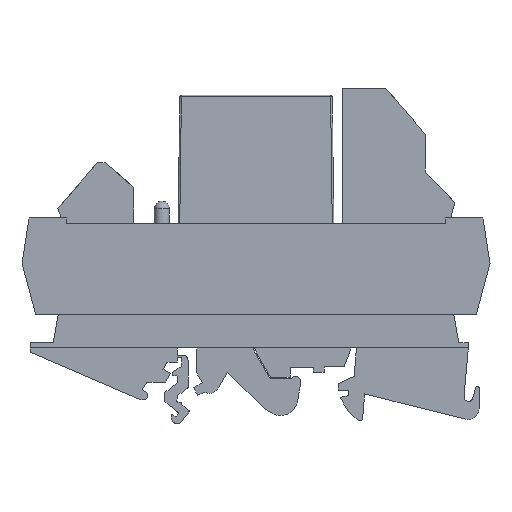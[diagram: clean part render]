
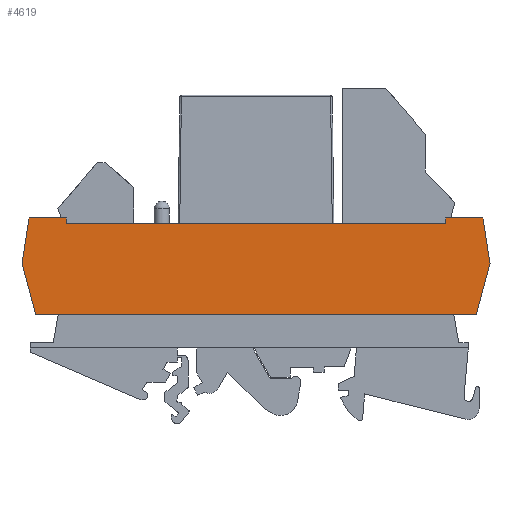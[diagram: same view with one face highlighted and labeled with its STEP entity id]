
A CAD part, left-side view. The second image highlights one B-rep face of the part: STEP entity #4619.
In plain terms, the highlighted planar face has unit normal (-1, 0, 0).
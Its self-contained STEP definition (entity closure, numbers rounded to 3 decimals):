
#72=DIRECTION('',(0.,-1.,0.));
#73=VECTOR('',#72,6.85);
#74=CARTESIAN_POINT('',(-10.25,42.,-24.));
#75=LINE('',#74,#73);
#76=DIRECTION('',(0.,0.,-1.));
#77=VECTOR('',#76,1.);
#78=CARTESIAN_POINT('',(-10.25,35.15,-24.));
#79=LINE('',#78,#77);
#80=DIRECTION('',(0.,-1.,0.));
#81=VECTOR('',#80,70.3);
#82=CARTESIAN_POINT('',(-10.25,35.15,-25.));
#83=LINE('',#82,#81);
#84=DIRECTION('',(0.,0.,1.));
#85=VECTOR('',#84,1.);
#86=CARTESIAN_POINT('',(-10.25,-35.15,-25.));
#87=LINE('',#86,#85);
#88=DIRECTION('',(0.,-1.,0.));
#89=VECTOR('',#88,6.85);
#90=CARTESIAN_POINT('',(-10.25,-35.15,-24.));
#91=LINE('',#90,#89);
#92=DIRECTION('',(0.,-0.153,-0.988));
#93=VECTOR('',#92,8.5);
#94=CARTESIAN_POINT('',(-10.25,-42.,-24.));
#95=LINE('',#94,#93);
#96=DIRECTION('',(0.,0.261,-0.965));
#97=VECTOR('',#96,9.788);
#98=CARTESIAN_POINT('',(-10.25,-43.3,-32.4));
#99=LINE('',#98,#97);
#100=DIRECTION('',(0.,1.,0.));
#101=VECTOR('',#100,81.5);
#102=CARTESIAN_POINT('',(-10.25,-40.75,-41.85));
#103=LINE('',#102,#101);
#104=DIRECTION('',(0.,0.261,0.965));
#105=VECTOR('',#104,9.788);
#106=CARTESIAN_POINT('',(-10.25,40.75,-41.85));
#107=LINE('',#106,#105);
#108=DIRECTION('',(0.,-0.153,0.988));
#109=VECTOR('',#108,8.5);
#110=CARTESIAN_POINT('',(-10.25,43.3,-32.4));
#111=LINE('',#110,#109);
#3504=CARTESIAN_POINT('',(-10.25,42.,-24.));
#3505=CARTESIAN_POINT('',(-10.25,35.15,-24.));
#3506=VERTEX_POINT('',#3504);
#3507=VERTEX_POINT('',#3505);
#3508=CARTESIAN_POINT('',(-10.25,35.15,-25.));
#3509=VERTEX_POINT('',#3508);
#3510=CARTESIAN_POINT('',(-10.25,-35.15,-25.));
#3511=VERTEX_POINT('',#3510);
#3512=CARTESIAN_POINT('',(-10.25,-35.15,-24.));
#3513=VERTEX_POINT('',#3512);
#3514=CARTESIAN_POINT('',(-10.25,-42.,-24.));
#3515=VERTEX_POINT('',#3514);
#3516=CARTESIAN_POINT('',(-10.25,-43.3,-32.4));
#3517=VERTEX_POINT('',#3516);
#3518=CARTESIAN_POINT('',(-10.25,-40.75,-41.85));
#3519=VERTEX_POINT('',#3518);
#3520=CARTESIAN_POINT('',(-10.25,40.75,-41.85));
#3521=VERTEX_POINT('',#3520);
#3522=CARTESIAN_POINT('',(-10.25,43.3,-32.4));
#3523=VERTEX_POINT('',#3522);
#4592=CARTESIAN_POINT('',(-10.25,0.,0.));
#4593=DIRECTION('',(1.,0.,0.));
#4594=DIRECTION('',(0.,0.,-1.));
#4595=AXIS2_PLACEMENT_3D('',#4592,#4593,#4594);
#4596=PLANE('',#4595);
#4598=ORIENTED_EDGE('',*,*,#4597,.T.);
#4600=ORIENTED_EDGE('',*,*,#4599,.T.);
#4602=ORIENTED_EDGE('',*,*,#4601,.T.);
#4604=ORIENTED_EDGE('',*,*,#4603,.T.);
#4606=ORIENTED_EDGE('',*,*,#4605,.T.);
#4608=ORIENTED_EDGE('',*,*,#4607,.T.);
#4610=ORIENTED_EDGE('',*,*,#4609,.T.);
#4612=ORIENTED_EDGE('',*,*,#4611,.T.);
#4614=ORIENTED_EDGE('',*,*,#4613,.T.);
#4616=ORIENTED_EDGE('',*,*,#4615,.T.);
#4617=EDGE_LOOP('',(#4598,#4600,#4602,#4604,#4606,#4608,#4610,#4612,#4614,
#4616));
#4618=FACE_OUTER_BOUND('',#4617,.F.);
#4619=ADVANCED_FACE('',(#4618),#4596,.F.);
#4597=EDGE_CURVE('',#3506,#3507,#75,.T.);
#4599=EDGE_CURVE('',#3507,#3509,#79,.T.);
#4601=EDGE_CURVE('',#3509,#3511,#83,.T.);
#4603=EDGE_CURVE('',#3511,#3513,#87,.T.);
#4605=EDGE_CURVE('',#3513,#3515,#91,.T.);
#4607=EDGE_CURVE('',#3515,#3517,#95,.T.);
#4609=EDGE_CURVE('',#3517,#3519,#99,.T.);
#4611=EDGE_CURVE('',#3519,#3521,#103,.T.);
#4613=EDGE_CURVE('',#3521,#3523,#107,.T.);
#4615=EDGE_CURVE('',#3523,#3506,#111,.T.);
